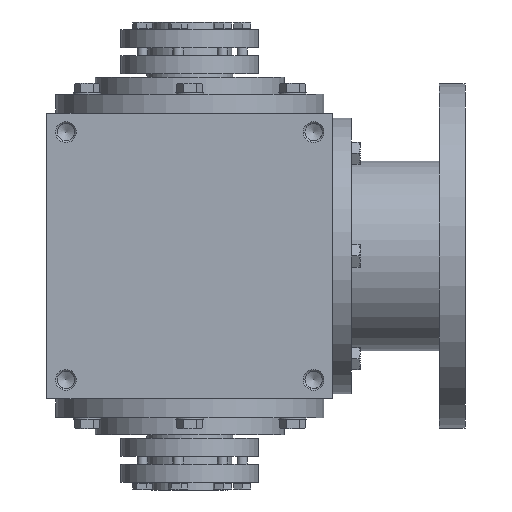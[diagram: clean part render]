
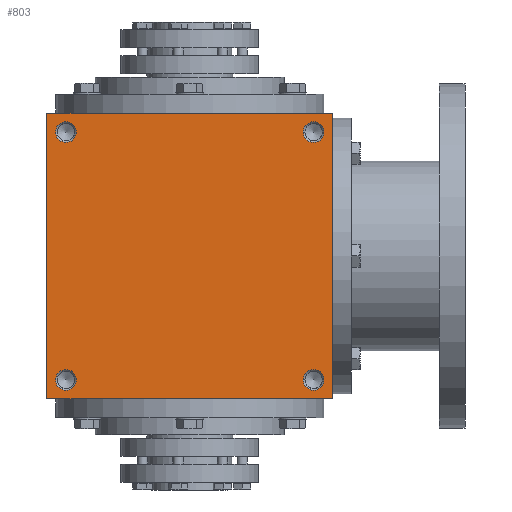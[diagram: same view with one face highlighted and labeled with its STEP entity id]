
A CAD part, front view. The second image highlights one B-rep face of the part: STEP entity #803.
In plain terms, the highlighted planar face has unit normal (0, -1, 0).
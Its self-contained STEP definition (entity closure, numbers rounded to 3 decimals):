
#803 = ADVANCED_FACE( '', ( #1716, #1717, #1718, #1719, #1720 ), #1721, .F. );
#1716 = FACE_BOUND( '', #2858, .T. );
#1717 = FACE_BOUND( '', #2859, .T. );
#1718 = FACE_BOUND( '', #2860, .T. );
#1719 = FACE_BOUND( '', #2861, .T. );
#1720 = FACE_OUTER_BOUND( '', #2862, .T. );
#1721 = PLANE( '', #2863 );
#2858 = EDGE_LOOP( '', ( #4426 ) );
#2859 = EDGE_LOOP( '', ( #4427 ) );
#2860 = EDGE_LOOP( '', ( #4428 ) );
#2861 = EDGE_LOOP( '', ( #4429 ) );
#2862 = EDGE_LOOP( '', ( #4430, #4431, #4432, #4433 ) );
#2863 = AXIS2_PLACEMENT_3D( '', #4434, #4435, #4436 );
#4426 = ORIENTED_EDGE( '', *, *, #6193, .T. );
#4427 = ORIENTED_EDGE( '', *, *, #6335, .T. );
#4428 = ORIENTED_EDGE( '', *, *, #6257, .F. );
#4429 = ORIENTED_EDGE( '', *, *, #6336, .F. );
#4430 = ORIENTED_EDGE( '', *, *, #6047, .T. );
#4431 = ORIENTED_EDGE( '', *, *, #6337, .F. );
#4432 = ORIENTED_EDGE( '', *, *, #6338, .F. );
#4433 = ORIENTED_EDGE( '', *, *, #6339, .T. );
#4434 = CARTESIAN_POINT( '', ( -83., -83., 83. ) );
#4435 = DIRECTION( '', ( 0., 1., 0. ) );
#4436 = DIRECTION( '', ( 0., 0., 1. ) );
#6047 = EDGE_CURVE( '', #7039, #7043, #7045, .T. );
#6193 = EDGE_CURVE( '', #7269, #7269, #7270, .T. );
#6257 = EDGE_CURVE( '', #7366, #7366, #7367, .T. );
#6335 = EDGE_CURVE( '', #7478, #7478, #7479, .T. );
#6336 = EDGE_CURVE( '', #7480, #7480, #7481, .T. );
#6337 = EDGE_CURVE( '', #7482, #7043, #7483, .T. );
#6338 = EDGE_CURVE( '', #7484, #7482, #7485, .T. );
#6339 = EDGE_CURVE( '', #7484, #7039, #7486, .T. );
#7039 = VERTEX_POINT( '', #8463 );
#7043 = VERTEX_POINT( '', #8469 );
#7045 = LINE( '', #8472, #8473 );
#7269 = VERTEX_POINT( '', #8817 );
#7270 = CIRCLE( '', #8818, 6. );
#7366 = VERTEX_POINT( '', #8987 );
#7367 = CIRCLE( '', #8988, 6. );
#7478 = VERTEX_POINT( '', #9151 );
#7479 = CIRCLE( '', #9152, 6. );
#7480 = VERTEX_POINT( '', #9153 );
#7481 = CIRCLE( '', #9154, 6. );
#7482 = VERTEX_POINT( '', #9155 );
#7483 = LINE( '', #9156, #9157 );
#7484 = VERTEX_POINT( '', #9158 );
#7485 = LINE( '', #9159, #9160 );
#7486 = LINE( '', #9161, #9162 );
#8463 = CARTESIAN_POINT( '', ( -83., -83., -83. ) );
#8469 = CARTESIAN_POINT( '', ( 83., -83., -83. ) );
#8472 = CARTESIAN_POINT( '', ( -83., -83., -83. ) );
#8473 = VECTOR( '', #10179, 1000. );
#8817 = CARTESIAN_POINT( '', ( -72., -83., -66. ) );
#8818 = AXIS2_PLACEMENT_3D( '', #10380, #10381, #10382 );
#8987 = CARTESIAN_POINT( '', ( 72., -83., -78. ) );
#8988 = AXIS2_PLACEMENT_3D( '', #10460, #10461, #10462 );
#9151 = CARTESIAN_POINT( '', ( -72., -83., 78. ) );
#9152 = AXIS2_PLACEMENT_3D( '', #10564, #10565, #10566 );
#9153 = CARTESIAN_POINT( '', ( 72., -83., 66. ) );
#9154 = AXIS2_PLACEMENT_3D( '', #10567, #10568, #10569 );
#9155 = CARTESIAN_POINT( '', ( 83., -83., 83. ) );
#9156 = CARTESIAN_POINT( '', ( 83., -83., 83. ) );
#9157 = VECTOR( '', #10570, 1000. );
#9158 = CARTESIAN_POINT( '', ( -83., -83., 83. ) );
#9159 = CARTESIAN_POINT( '', ( -83., -83., 83. ) );
#9160 = VECTOR( '', #10571, 1000. );
#9161 = CARTESIAN_POINT( '', ( -83., -83., 83. ) );
#9162 = VECTOR( '', #10572, 1000. );
#10179 = DIRECTION( '', ( 1., 0., 0. ) );
#10380 = CARTESIAN_POINT( '', ( -72., -83., -72. ) );
#10381 = DIRECTION( '', ( 0., 1., 0. ) );
#10382 = DIRECTION( '', ( 0., 0., 1. ) );
#10460 = CARTESIAN_POINT( '', ( 72., -83., -72. ) );
#10461 = DIRECTION( '', ( 0., -1., 0. ) );
#10462 = DIRECTION( '', ( 0., 0., -1. ) );
#10564 = CARTESIAN_POINT( '', ( -72., -83., 72. ) );
#10565 = DIRECTION( '', ( 0., 1., 0. ) );
#10566 = DIRECTION( '', ( 0., 0., 1. ) );
#10567 = CARTESIAN_POINT( '', ( 72., -83., 72. ) );
#10568 = DIRECTION( '', ( 0., -1., 0. ) );
#10569 = DIRECTION( '', ( 0., 0., -1. ) );
#10570 = DIRECTION( '', ( 0., 0., -1. ) );
#10571 = DIRECTION( '', ( 1., 0., 0. ) );
#10572 = DIRECTION( '', ( 0., 0., -1. ) );
